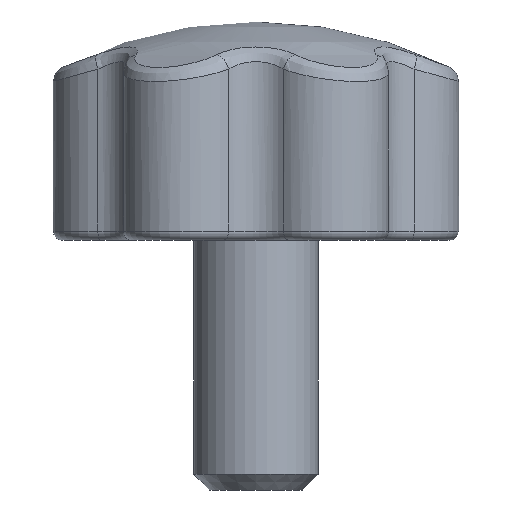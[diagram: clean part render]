
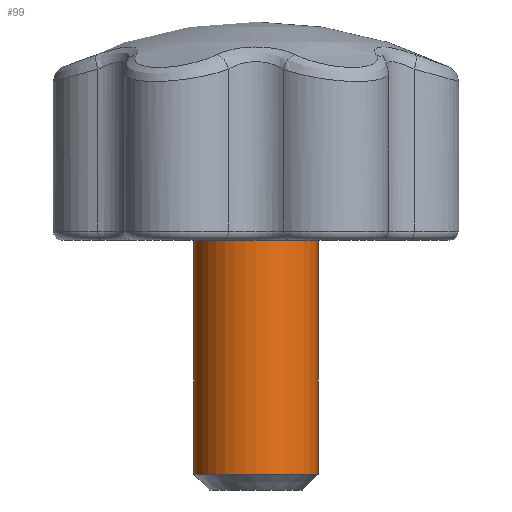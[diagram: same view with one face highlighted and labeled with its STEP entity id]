
A CAD part, front view. The second image highlights one B-rep face of the part: STEP entity #99.
In plain terms, the highlighted cylindrical face has radius 2 mm (diameter 4 mm), a full revolution.
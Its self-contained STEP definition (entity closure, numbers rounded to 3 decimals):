
#99 = ADVANCED_FACE( '', ( #228, #229 ), #230, .T. );
#228 = FACE_OUTER_BOUND( '', #902, .T. );
#229 = FACE_OUTER_BOUND( '', #903, .T. );
#230 = CYLINDRICAL_SURFACE( '', #904, 2. );
#902 = EDGE_LOOP( '', ( #3091 ) );
#903 = EDGE_LOOP( '', ( #3092 ) );
#904 = AXIS2_PLACEMENT_3D( '', #3093, #3094, #3095 );
#3091 = ORIENTED_EDGE( '', *, *, #3367, .F. );
#3092 = ORIENTED_EDGE( '', *, *, #3415, .T. );
#3093 = CARTESIAN_POINT( '', ( 0., 0., 8.9 ) );
#3094 = DIRECTION( '', ( 0., 0., -1. ) );
#3095 = DIRECTION( '', ( 0., -1., 0. ) );
#3367 = EDGE_CURVE( '', #3533, #3533, #3534, .F. );
#3415 = EDGE_CURVE( '', #3610, #3610, #3611, .T. );
#3533 = VERTEX_POINT( '', #3877 );
#3534 = CIRCLE( '', #3878, 2. );
#3610 = VERTEX_POINT( '', #4192 );
#3611 = CIRCLE( '', #4193, 2. );
#3877 = CARTESIAN_POINT( '', ( -2., 0., 9. ) );
#3878 = AXIS2_PLACEMENT_3D( '', #5243, #5244, #5245 );
#4192 = CARTESIAN_POINT( '', ( 0., -2., 1.5 ) );
#4193 = AXIS2_PLACEMENT_3D( '', #5327, #5328, #5329 );
#5243 = CARTESIAN_POINT( '', ( 0., 0., 9. ) );
#5244 = DIRECTION( '', ( 0., 0., -1. ) );
#5245 = DIRECTION( '', ( -1., 0., 0. ) );
#5327 = CARTESIAN_POINT( '', ( 0., 0., 1.5 ) );
#5328 = DIRECTION( '', ( 0., 0., 1. ) );
#5329 = DIRECTION( '', ( 0., -1., 0. ) );
